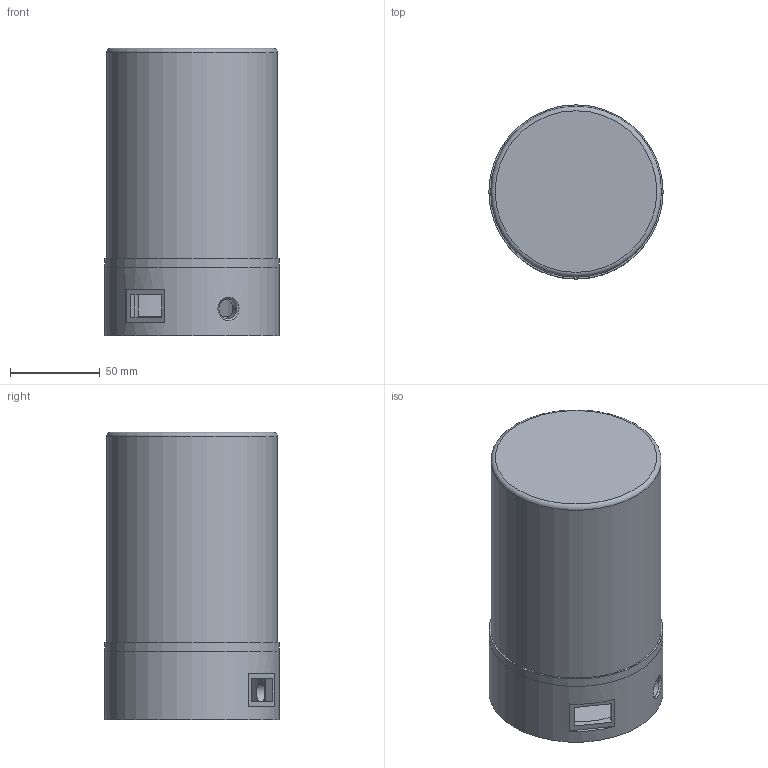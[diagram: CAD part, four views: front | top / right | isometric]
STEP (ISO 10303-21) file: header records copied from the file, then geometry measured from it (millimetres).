
FILE_DESCRIPTION(/* description */ (''),/* implementation_level */ '2;1');
FILE_NAME(/* name */ 'EmotionLamp.step',/* time_stamp */ '2022-02-24T16:28:03-05:00',/* author */ (''),/* organization */ (''),/* preprocessor_version */ 'ST-DEVELOPER v18.1',/* originating_system */ 'Autodesk Translation Framework v10.13.0.1454',/* authorisation */ '');
FILE_SCHEMA (('AUTOMOTIVE_DESIGN { 1 0 10303 214 3 1 1 }'));
Length unit declared in the file: millimetre
Products named in the file (5): EmotionLampV2; PCB; Bottom Stand; Transparent Cover; LED Stand
Assembly tree (4 placements, depth 2):
  EmotionLampV2
    PCB
    Bottom Stand
    Transparent Cover
    LED Stand
Bounding box: 97 x 97 x 160 mm (x, y, z)
Volume: 379266.1 mm3; surface area: 251882.6 mm2
Topology: 6 solids, 6 shells, 237 faces, 586 edges, 389 vertices
Faces by surface type: plane 116, cylinder 105, cone 8, bspline 6, torus 2
Full cylindrical faces by diameter (mm): 0.787 x14, 0.8 x2, 1 x19, 1.3 x5, 3 x9, 3.2 x4, 4 x7, 8 x4, 11 x2, 30 x2, 40 x1, 89 x2, 92.6 x2, 93 x1, 95 x3, 97 x4
Entity records: 8015 total; most frequent: CARTESIAN_POINT 1822, DIRECTION 1261, ORIENTED_EDGE 1172, EDGE_CURVE 586, AXIS2_PLACEMENT_3D 468, VERTEX_POINT 389, EDGE_LOOP 381, LINE 325
